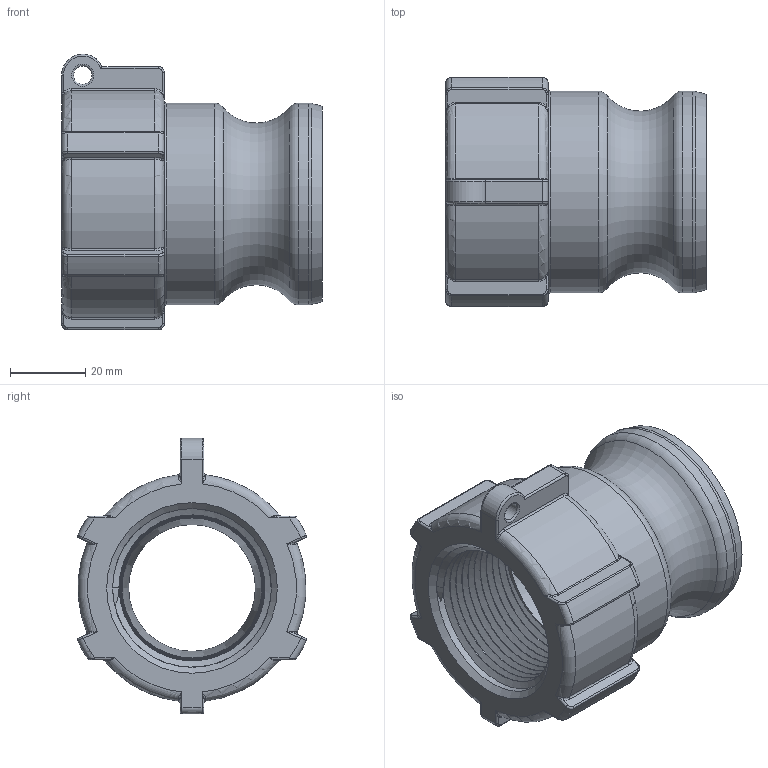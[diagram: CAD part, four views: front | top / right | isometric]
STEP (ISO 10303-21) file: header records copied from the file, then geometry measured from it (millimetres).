
FILE_DESCRIPTION(/* description */ ('1 1/2" Male Coupler X 1 1/4" Female NPT, Unbagged'),/* implementation_level */ '2;1');
FILE_NAME(/* name */ '150125A.stp',/* time_stamp */ '2016-06-10T10:35:22-04:00',/* author */ ('DKemp'),/* organization */ (''),/* preprocessor_version */ 'ST-DEVELOPER v16.1',/* originating_system */ 'Autodesk Inventor 2016',/* authorisation */ '');
FILE_SCHEMA (('AUTOMOTIVE_DESIGN { 1 0 10303 214 3 1 1 }'));
Length unit declared in the file: inch
Products named in the file (2): 150125AU; 150125A
Assembly tree (1 placements, depth 2):
  150125A
    150125AU
Bounding box: 69.09 x 60.72 x 73.08 mm (x, y, z)
Volume: 87875.2 mm3; surface area: 26864.3 mm2
Topology: 1 solids, 1 shells, 205 faces, 491 edges, 266 vertices
Faces by surface type: bspline 71, cylinder 65, torus 34, cone 18, plane 17
Full cylindrical faces by diameter (mm): 4.826 x1, 53.467 x2
Entity records: 10051 total; most frequent: CARTESIAN_POINT 6180, ORIENTED_EDGE 838, DIRECTION 691, EDGE_CURVE 419, AXIS2_PLACEMENT_3D 294, VERTEX_POINT 245, EDGE_LOOP 216, FACE_OUTER_BOUND 194
